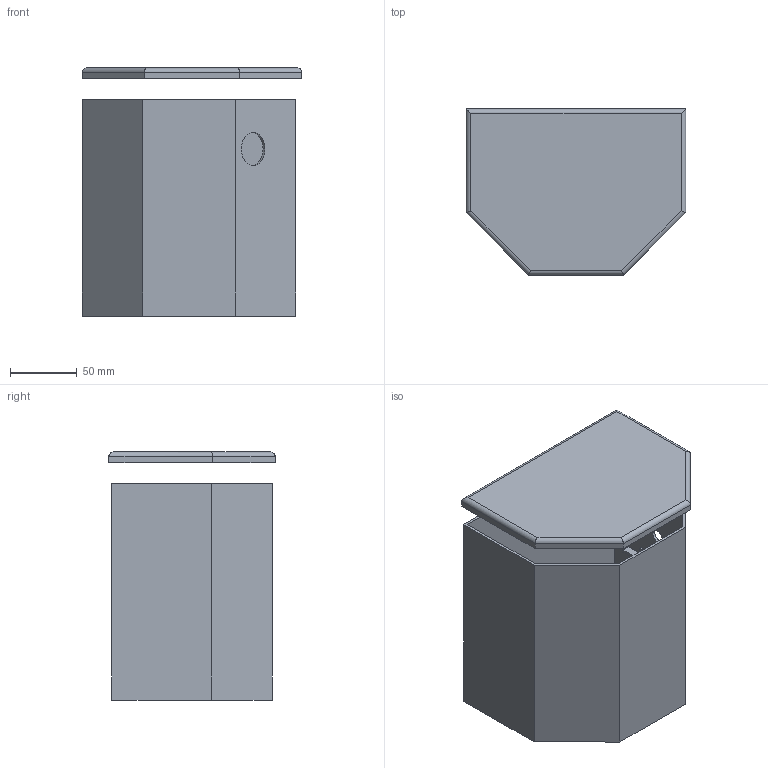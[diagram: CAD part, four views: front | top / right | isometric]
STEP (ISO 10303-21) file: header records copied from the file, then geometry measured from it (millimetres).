
FILE_DESCRIPTION(/* description */ (''),/* implementation_level */ '2;1');
FILE_NAME(/* name */ 'Enclosure.step',/* time_stamp */ '2025-05-23T17:03:17+02:00',/* author */ (''),/* organization */ (''),/* preprocessor_version */ 'ST-DEVELOPER v20.1',/* originating_system */ 'Autodesk Translation Framework v14.10.0.0',/* authorisation */ '');
FILE_SCHEMA (('AUTOMOTIVE_DESIGN { 1 0 10303 214 3 1 1 }'));
Length unit declared in the file: millimetre
Products named in the file (3): 4113 Design; Enclosure; Lid
Assembly tree (2 placements, depth 2):
  4113 Design
    Enclosure
    Lid
Bounding box: 164.44 x 124.4 x 185.63 mm (x, y, z)
Volume: 235797.9 mm3; surface area: 238843.1 mm2
Topology: 2 solids, 2 shells, 64 faces, 156 edges, 102 vertices
Faces by surface type: plane 56, cylinder 8
Full cylindrical faces by diameter (mm): 9.632 x1, 25 x1
Entity records: 1935 total; most frequent: CARTESIAN_POINT 327, ORIENTED_EDGE 312, DIRECTION 304, EDGE_CURVE 156, LINE 146, VECTOR 146, VERTEX_POINT 102, AXIS2_PLACEMENT_3D 79
